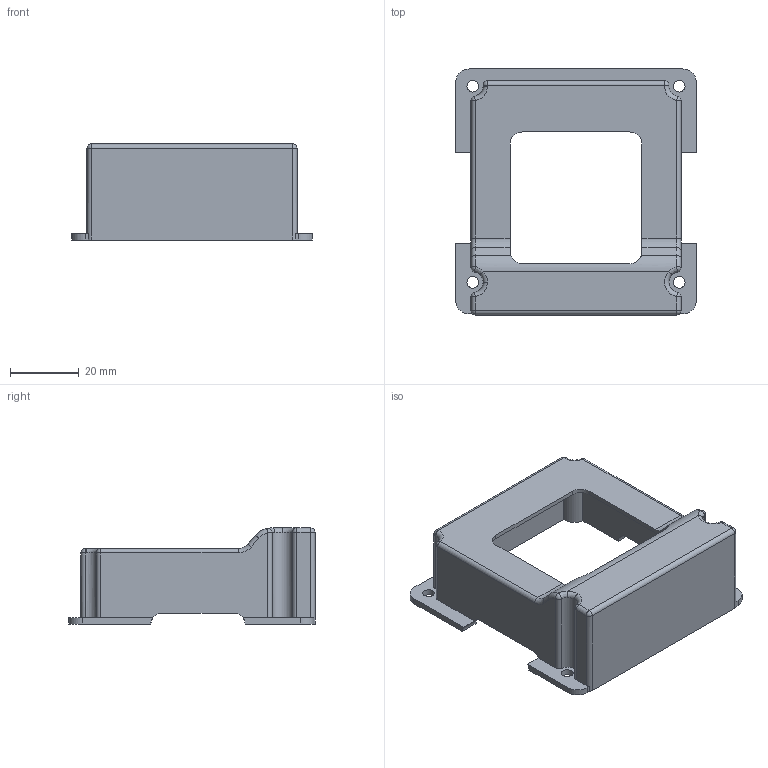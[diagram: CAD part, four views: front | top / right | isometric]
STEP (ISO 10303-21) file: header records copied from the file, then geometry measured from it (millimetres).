
FILE_DESCRIPTION(('FreeCAD Model'),'2;1');
FILE_NAME('Open CASCADE Shape Model','2022-10-10T15:34:00',(''),(''), 'Open CASCADE STEP processor 7.5','FreeCAD','Unknown');
FILE_SCHEMA(('AUTOMOTIVE_DESIGN { 1 0 10303 214 1 1 1 1 }'));
Length unit declared in the file: millimetre
Products named in the file (1): Boite-Pixhawk
Bounding box: 70 x 71.52 x 27.92 mm (x, y, z)
Volume: 11688.9 mm3; surface area: 18565.8 mm2
Topology: 1 solids, 1 shells, 108 faces, 300 edges, 192 vertices
Faces by surface type: cylinder 48, plane 38, torus 10, sphere 10, bspline 2
Full cylindrical faces by diameter (mm): 3.4 x4
Entity records: 8385 total; most frequent: CARTESIAN_POINT 2404, DIRECTION 1152, LINE 610, VECTOR 610, ORIENTED_EDGE 600, PCURVE 600, DEFINITIONAL_REPRESENTATION 600, EDGE_CURVE 300
